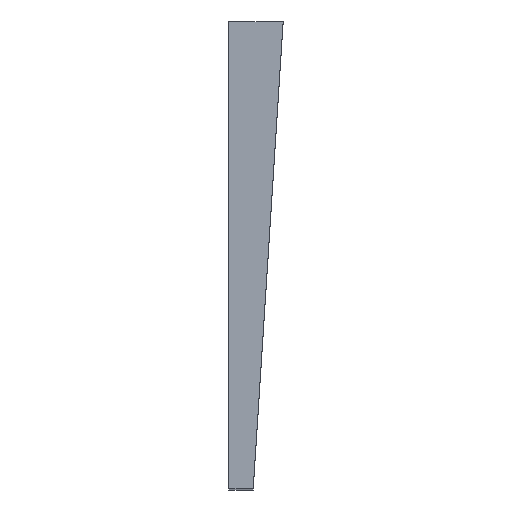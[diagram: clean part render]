
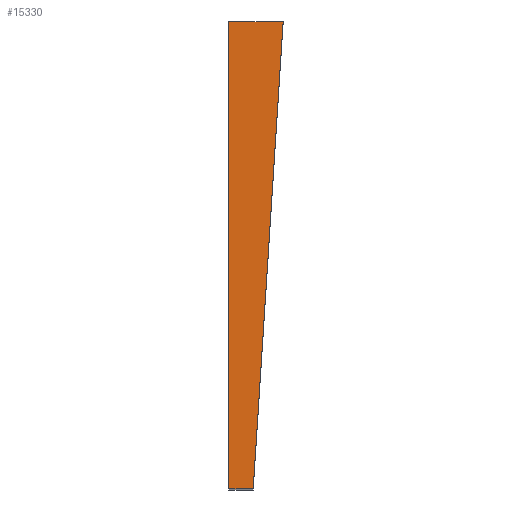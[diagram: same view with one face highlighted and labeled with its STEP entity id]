
A CAD part, top view. The second image highlights one B-rep face of the part: STEP entity #15330.
In plain terms, the highlighted planar face has unit normal (0, 0, 1).
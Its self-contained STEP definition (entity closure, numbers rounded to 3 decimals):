
#195 = DIRECTION ( 'NONE',  ( 0.064, 0.998, 0. ) ) ;
#416 = DIRECTION ( 'NONE',  ( -1., 0., 0. ) ) ;
#1134 = FACE_OUTER_BOUND ( 'NONE', #3064, .T. ) ;
#1490 = VERTEX_POINT ( 'NONE', #15967 ) ;
#1843 = ORIENTED_EDGE ( 'NONE', *, *, #10588, .T. ) ;
#2205 = ORIENTED_EDGE ( 'NONE', *, *, #8428, .T. ) ;
#2584 = ORIENTED_EDGE ( 'NONE', *, *, #4481, .T. ) ;
#2939 = DIRECTION ( 'NONE',  ( 0., -1., 0. ) ) ;
#3014 = LINE ( 'NONE', #7990, #4002 ) ;
#3064 = EDGE_LOOP ( 'NONE', ( #2584, #13696, #2205, #1843 ) ) ;
#3706 = CARTESIAN_POINT ( 'NONE',  ( -0.3, -25., 37.35 ) ) ;
#3895 = CARTESIAN_POINT ( 'NONE',  ( -0.3, -25., 37.35 ) ) ;
#4002 = VECTOR ( 'NONE', #416, 1000. ) ;
#4041 = CARTESIAN_POINT ( 'NONE',  ( 2.9, 25., 37.35 ) ) ;
#4481 = EDGE_CURVE ( 'NONE', #10673, #13907, #15982, .T. ) ;
#6740 = DIRECTION ( 'NONE',  ( -1., 0., 0. ) ) ;
#7990 = CARTESIAN_POINT ( 'NONE',  ( -2.9, 25., 37.35 ) ) ;
#8019 = CARTESIAN_POINT ( 'NONE',  ( 0., 0., 37.35 ) ) ;
#8428 = EDGE_CURVE ( 'NONE', #8720, #1490, #3014, .T. ) ;
#8720 = VERTEX_POINT ( 'NONE', #10952 ) ;
#9320 = CARTESIAN_POINT ( 'NONE',  ( -2.9, -25., 37.35 ) ) ;
#10312 = VECTOR ( 'NONE', #2939, 1000. ) ;
#10588 = EDGE_CURVE ( 'NONE', #1490, #10673, #10889, .T. ) ;
#10624 = LINE ( 'NONE', #4041, #11836 ) ;
#10673 = VERTEX_POINT ( 'NONE', #16018 ) ;
#10709 = PLANE ( 'NONE',  #13329 ) ;
#10889 = LINE ( 'NONE', #9320, #10312 ) ;
#10952 = CARTESIAN_POINT ( 'NONE',  ( 2.9, 25., 37.35 ) ) ;
#11085 = DIRECTION ( 'NONE',  ( 1., 0., 0. ) ) ;
#11415 = VECTOR ( 'NONE', #11085, 1000. ) ;
#11836 = VECTOR ( 'NONE', #195, 1000. ) ;
#13329 = AXIS2_PLACEMENT_3D ( 'NONE', #8019, #14561, #6740 ) ;
#13696 = ORIENTED_EDGE ( 'NONE', *, *, #14712, .T. ) ;
#13907 = VERTEX_POINT ( 'NONE', #3895 ) ;
#14561 = DIRECTION ( 'NONE',  ( 0., 0., -1. ) ) ;
#14712 = EDGE_CURVE ( 'NONE', #13907, #8720, #10624, .T. ) ;
#15330 = ADVANCED_FACE ( 'NONE', ( #1134 ), #10709, .F. ) ;
#15967 = CARTESIAN_POINT ( 'NONE',  ( -2.9, 25., 37.35 ) ) ;
#15982 = LINE ( 'NONE', #3706, #11415 ) ;
#16018 = CARTESIAN_POINT ( 'NONE',  ( -2.9, -25., 37.35 ) ) ;
